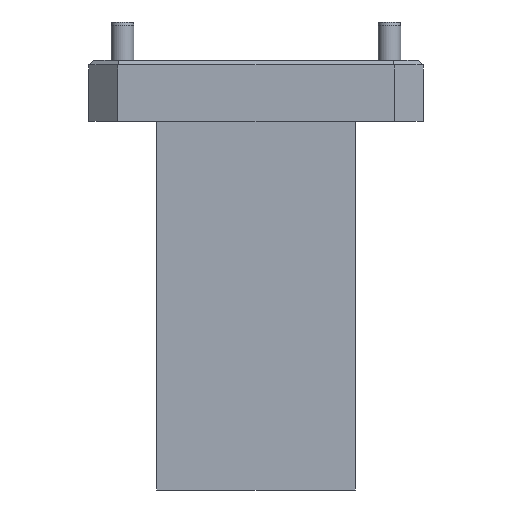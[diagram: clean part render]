
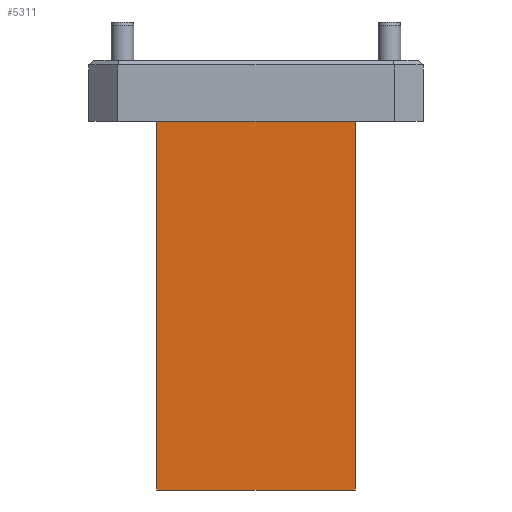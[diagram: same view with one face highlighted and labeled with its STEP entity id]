
A CAD part, front view. The second image highlights one B-rep face of the part: STEP entity #5311.
In plain terms, the highlighted planar face has unit normal (0, -1, 0).
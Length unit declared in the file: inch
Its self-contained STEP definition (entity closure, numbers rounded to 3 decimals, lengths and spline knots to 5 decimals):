
#117 = CARTESIAN_POINT ( 'NONE',  ( -0.10072, 0.21816, -0.88583 ) ) ;
#161 = CARTESIAN_POINT ( 'NONE',  ( 0.71818, 0.21816, -0.88583 ) ) ;
#227 = CARTESIAN_POINT ( 'NONE',  ( 0.71818, 0.21816, 0.63386 ) ) ;
#320 = VECTOR ( 'NONE', #5110, 39.37008 ) ;
#427 = FACE_OUTER_BOUND ( 'NONE', #5858, .T. ) ;
#915 = AXIS2_PLACEMENT_3D ( 'NONE', #2173, #1117, #4421 ) ;
#1117 = DIRECTION ( 'NONE',  ( 0., 1., 0. ) ) ;
#1490 = EDGE_CURVE ( 'NONE', #3547, #7067, #3219, .T. ) ;
#1550 = CARTESIAN_POINT ( 'NONE',  ( -0.10072, 0.21816, -0.88583 ) ) ;
#1580 = LINE ( 'NONE', #1550, #2426 ) ;
#1593 = VERTEX_POINT ( 'NONE', #117 ) ;
#1646 = DIRECTION ( 'NONE',  ( -1., 0., 0. ) ) ;
#2090 = CARTESIAN_POINT ( 'NONE',  ( -0.10072, 0.21816, 0.63386 ) ) ;
#2173 = CARTESIAN_POINT ( 'NONE',  ( 0.71818, 0.21816, -0.88583 ) ) ;
#2206 = DIRECTION ( 'NONE',  ( 0., 0., 1. ) ) ;
#2426 = VECTOR ( 'NONE', #2206, 39.37008 ) ;
#2694 = ORIENTED_EDGE ( 'NONE', *, *, #5447, .T. ) ;
#2882 = ORIENTED_EDGE ( 'NONE', *, *, #7007, .F. ) ;
#2892 = VECTOR ( 'NONE', #1646, 39.37008 ) ;
#2931 = EDGE_CURVE ( 'NONE', #6251, #1593, #4720, .T. ) ;
#3219 = LINE ( 'NONE', #6034, #2892 ) ;
#3547 = VERTEX_POINT ( 'NONE', #227 ) ;
#3577 = DIRECTION ( 'NONE',  ( -1., 0., 0. ) ) ;
#4127 = CARTESIAN_POINT ( 'NONE',  ( 0.71818, 0.21816, -0.88583 ) ) ;
#4421 = DIRECTION ( 'NONE',  ( 1., 0., 0. ) ) ;
#4720 = LINE ( 'NONE', #5851, #5026 ) ;
#4758 = ORIENTED_EDGE ( 'NONE', *, *, #2931, .F. ) ;
#5026 = VECTOR ( 'NONE', #3577, 39.37008 ) ;
#5110 = DIRECTION ( 'NONE',  ( 0., 0., 1. ) ) ;
#5311 = ADVANCED_FACE ( 'NONE', ( #427 ), #7131, .F. ) ;
#5447 = EDGE_CURVE ( 'NONE', #6251, #3547, #6234, .T. ) ;
#5851 = CARTESIAN_POINT ( 'NONE',  ( 0.71818, 0.21816, -0.88583 ) ) ;
#5858 = EDGE_LOOP ( 'NONE', ( #6285, #2882, #4758, #2694 ) ) ;
#6034 = CARTESIAN_POINT ( 'NONE',  ( 0.71818, 0.21816, 0.63386 ) ) ;
#6234 = LINE ( 'NONE', #4127, #320 ) ;
#6251 = VERTEX_POINT ( 'NONE', #161 ) ;
#6285 = ORIENTED_EDGE ( 'NONE', *, *, #1490, .T. ) ;
#7007 = EDGE_CURVE ( 'NONE', #1593, #7067, #1580, .T. ) ;
#7067 = VERTEX_POINT ( 'NONE', #2090 ) ;
#7131 = PLANE ( 'NONE',  #915 ) ;
